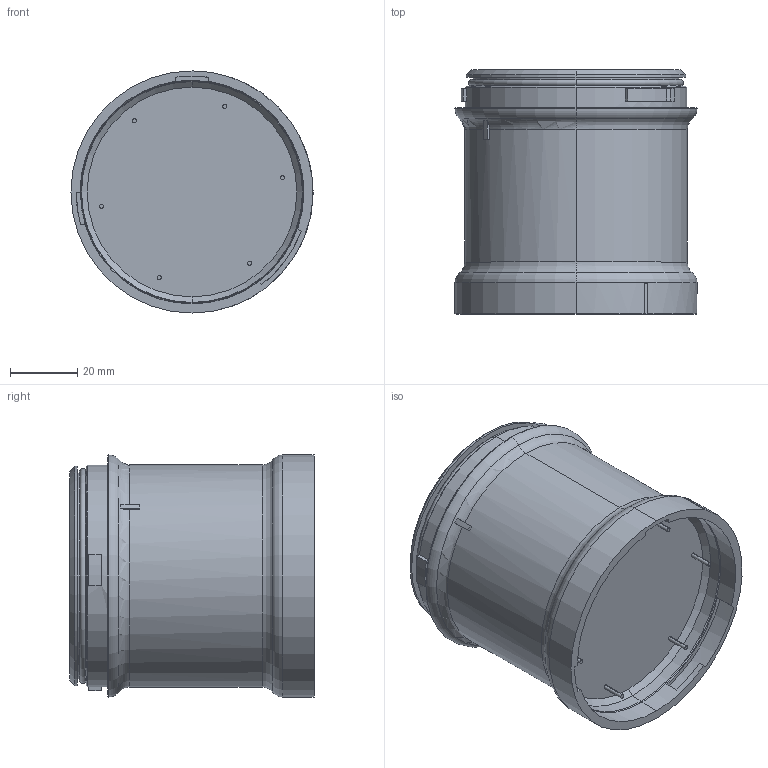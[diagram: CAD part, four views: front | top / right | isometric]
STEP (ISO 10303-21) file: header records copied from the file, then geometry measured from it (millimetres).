
FILE_DESCRIPTION (( 'STEP AP214' ), '1' );
FILE_NAME ('sl7_bfl7.stp', '2013-09-20T09:16:14', ( '' ), ( '' ), 'SwSTEP 2.0', 'SolidWorks 2011', '' );
FILE_SCHEMA (( 'AUTOMOTIVE_DESIGN' ));
Length unit declared in the file: millimetre
Products named in the file (1): sl7_bfl7
Bounding box: 72 x 72.55 x 72 mm (x, y, z)
Volume: 216945.1 mm3; surface area: 27948.5 mm2
Topology: 1 solids, 1 shells, 252 faces, 624 edges, 408 vertices
Faces by surface type: plane 134, cylinder 88, cone 18, torus 12
Entity records: 7583 total; most frequent: DIRECTION 1372, CARTESIAN_POINT 1324, ORIENTED_EDGE 1248, EDGE_CURVE 624, AXIS2_PLACEMENT_3D 503, VERTEX_POINT 408, LINE 366, VECTOR 366
